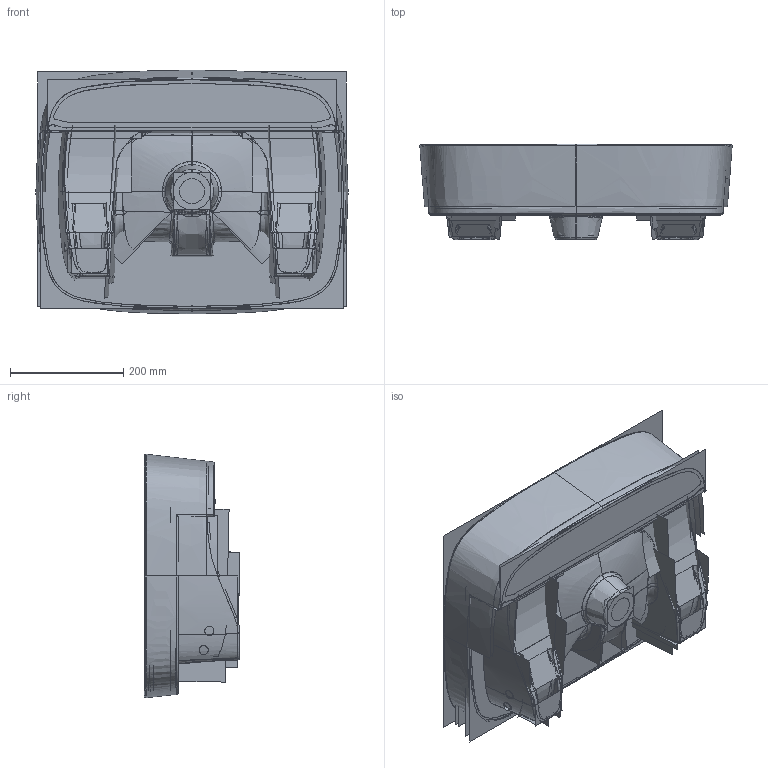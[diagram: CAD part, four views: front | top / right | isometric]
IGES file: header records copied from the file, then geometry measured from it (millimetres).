
Start section: JAMA-IS VERSION  1.0  PTC IGES file: semi_ct_basin_signature.igs
Global section: file name: semi_ct_basin_signature.igs; native system: Creo Parametric by PTC Inc.; preprocessor: 2014440; author: 10113087; organization: Unknown; date: 20190620.161120; units: millimetre
Bounding box: 550.61 x 168.89 x 429.38 mm (x, y, z)
Volume: 5399548.5 mm3; surface area: 6119590.6 mm2
Topology: 1 solids, 1 shells, 1064 faces, 4784 edges, 5577 vertices
Faces by surface type: bspline 1064
